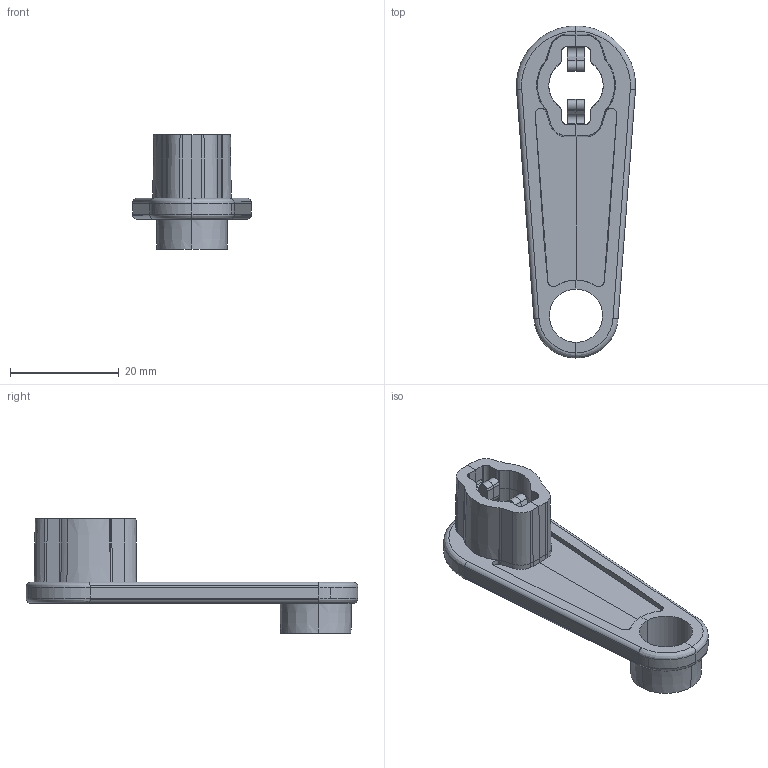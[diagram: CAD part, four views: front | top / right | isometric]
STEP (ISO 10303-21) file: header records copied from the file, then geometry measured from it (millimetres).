
FILE_DESCRIPTION((''),'2;1');
FILE_NAME('GHB.stp','2020-04-21T00:37:28',(''),(''),'AutoCAD STEP 2000i','AutoCAD 2000i',', , ');
FILE_SCHEMA(('CONFIG_CONTROL_DESIGN'));
Length unit declared in the file: millimetre
Products named in the file (2): GHB; PART1
Assembly tree (1 placements, depth 2):
  GHB
    PART1
Bounding box: 21.81 x 60.93 x 20.97 mm (x, y, z)
Volume: 4354.1 mm3; surface area: 4294.1 mm2
Topology: 1 solids, 1 shells, 220 faces, 1105 edges, 887 vertices
Faces by surface type: cylinder 80, plane 68, cone 56, bspline 16
Entity records: 18720 total; most frequent: CARTESIAN_POINT 9777, ORIENTED_EDGE 2202, DIRECTION 1770, EDGE_CURVE 1101, VERTEX_POINT 879, AXIS2_PLACEMENT_3D 728, CIRCLE 522, VECTOR 314
